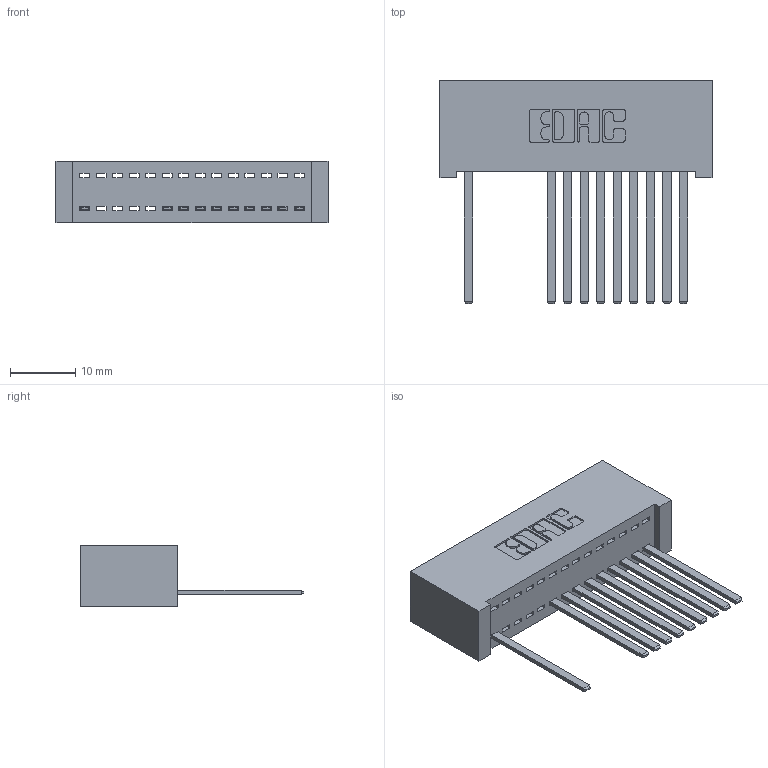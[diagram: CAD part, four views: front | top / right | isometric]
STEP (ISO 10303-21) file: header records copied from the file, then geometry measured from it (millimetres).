
FILE_DESCRIPTION (( 'STEP AP203' ), '1' );
FILE_NAME ('392-014-544-101.STEP', '2018-08-15T00:09:42', ( '' ), ( '' ), 'SwSTEP 2.0', 'SolidWorks 2016', '' );
FILE_SCHEMA (( 'CONFIG_CONTROL_DESIGN' ));
Length unit declared in the file: inch
Products named in the file (3): 392-014-544-101; 342 Part_Lugless; 345-292-001_345-293-144
Assembly tree (11 placements, depth 2):
  392-014-544-101
    342 Part_Lugless
    345-292-001_345-293-144  x10
Bounding box: 41.81 x 34.3 x 9.4 mm (x, y, z)
Volume: 4041.7 mm3; surface area: 5828.1 mm2
Topology: 11 solids, 11 shells, 670 faces, 2023 edges, 1334 vertices
Faces by surface type: plane 490, cylinder 180
Entity records: 11459 total; most frequent: CARTESIAN_POINT 2004, ORIENTED_EDGE 1958, DIRECTION 1731, EDGE_CURVE 979, LINE 863, VECTOR 863, VERTEX_POINT 650, AXIS2_PLACEMENT_3D 434
